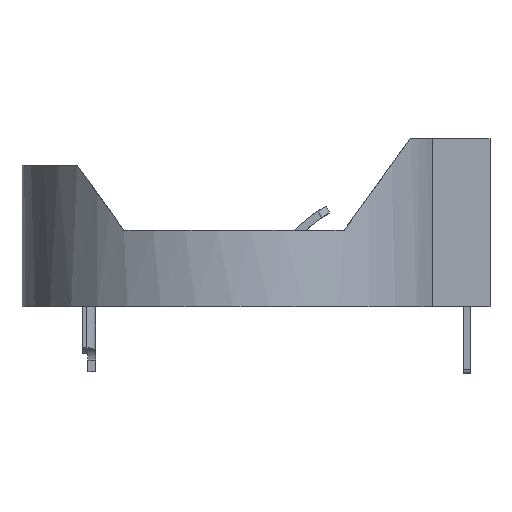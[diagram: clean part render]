
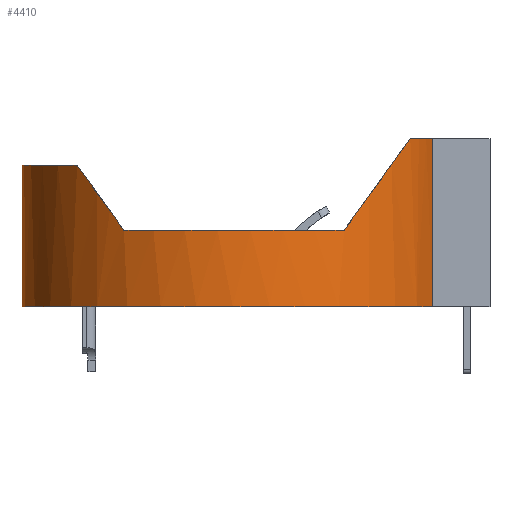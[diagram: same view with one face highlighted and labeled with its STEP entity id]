
A CAD part, front view. The second image highlights one B-rep face of the part: STEP entity #4410.
In plain terms, the highlighted cylindrical face has radius 11.1 mm (diameter 22.2 mm), a partial arc.
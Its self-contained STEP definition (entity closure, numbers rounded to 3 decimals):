
#71 = DIRECTION ( 'NONE',  ( -1., 0., 0. ) ) ;
#134 = EDGE_CURVE ( 'NONE', #7983, #13650, #11334, .T. ) ;
#784 = DIRECTION ( 'NONE',  ( 0., 0., -1. ) ) ;
#1586 = AXIS2_PLACEMENT_3D ( 'NONE', #13804, #5136, #12879 ) ;
#1610 = EDGE_CURVE ( 'NONE', #2557, #9494, #12546, .T. ) ;
#2195 = EDGE_LOOP ( 'NONE', ( #10659, #5632, #3828, #12659, #3151, #9437, #12719, #8898 ) ) ;
#2222 = CARTESIAN_POINT ( 'NONE',  ( 10.392, -3.9, 8.8 ) ) ;
#2236 = CARTESIAN_POINT ( 'NONE',  ( -8.218, -7.461, 7.4 ) ) ;
#2482 = AXIS2_PLACEMENT_3D ( 'NONE', #6639, #11034, #71 ) ;
#2528 = AXIS2_PLACEMENT_3D ( 'NONE', #3020, #784, #2798 ) ;
#2557 = VERTEX_POINT ( 'NONE', #13547 ) ;
#2669 = DIRECTION ( 'NONE',  ( 0., 0., 1. ) ) ;
#2798 = DIRECTION ( 'NONE',  ( 0.936, -0.351, 0. ) ) ;
#3020 = CARTESIAN_POINT ( 'NONE',  ( 0., 0., 0. ) ) ;
#3151 = ORIENTED_EDGE ( 'NONE', *, *, #8634, .F. ) ;
#3828 = ORIENTED_EDGE ( 'NONE', *, *, #12063, .T. ) ;
#3925 = VECTOR ( 'NONE', #2669, 1000. ) ;
#3993 = VERTEX_POINT ( 'NONE', #11844 ) ;
#4105 = CIRCLE ( 'NONE', #4571, 11.1 ) ;
#4203 =( BOUNDED_CURVE ( )  B_SPLINE_CURVE ( 3, ( #13333, #4383, #9905, #4585 ),
 .UNSPECIFIED., .F., .T. ) 
 B_SPLINE_CURVE_WITH_KNOTS ( ( 4, 4 ),
 ( 2.117, 2.552 ),
 .UNSPECIFIED. ) 
 CURVE ( )  GEOMETRIC_REPRESENTATION_ITEM ( )  RATIONAL_B_SPLINE_CURVE ( ( 1., 0.984, 0.984, 1. ) ) 
 REPRESENTATION_ITEM ( '' )  );
#4357 = LINE ( 'NONE', #7272, #9323 ) ;
#4383 = CARTESIAN_POINT ( 'NONE',  ( 7.153, -8.642, 5.924 ) ) ;
#4391 = CARTESIAN_POINT ( 'NONE',  ( 5.764, -9.486, 4. ) ) ;
#4410 = ADVANCED_FACE ( 'NONE', ( #6822 ), #11199, .T. ) ;
#4571 = AXIS2_PLACEMENT_3D ( 'NONE', #13955, #7670, #9742 ) ;
#4585 = CARTESIAN_POINT ( 'NONE',  ( 9.229, -6.168, 8.8 ) ) ;
#4761 = VERTEX_POINT ( 'NONE', #4391 ) ;
#4785 = CARTESIAN_POINT ( 'NONE',  ( -11.1, 0., 0. ) ) ;
#5031 = DIRECTION ( 'NONE',  ( 0., 0., 1. ) ) ;
#5136 = DIRECTION ( 'NONE',  ( 0., 0., 1. ) ) ;
#5303 = CIRCLE ( 'NONE', #1586, 11.1 ) ;
#5568 = CARTESIAN_POINT ( 'NONE',  ( -6.677, -8.931, 5.264 ) ) ;
#5632 = ORIENTED_EDGE ( 'NONE', *, *, #10850, .F. ) ;
#5710 = CARTESIAN_POINT ( 'NONE',  ( 10.392, -3.9, 0. ) ) ;
#6639 = CARTESIAN_POINT ( 'NONE',  ( 0., 0., 8.8 ) ) ;
#6680 = CARTESIAN_POINT ( 'NONE',  ( -11.1, 0., 7.4 ) ) ;
#6822 = FACE_OUTER_BOUND ( 'NONE', #2195, .T. ) ;
#7127 = CARTESIAN_POINT ( 'NONE',  ( 0., 0., 8.8 ) ) ;
#7206 = DIRECTION ( 'NONE',  ( 0., 0., 1. ) ) ;
#7272 = CARTESIAN_POINT ( 'NONE',  ( 10.392, -3.9, 0. ) ) ;
#7670 = DIRECTION ( 'NONE',  ( 0., 0., 1. ) ) ;
#7680 = CARTESIAN_POINT ( 'NONE',  ( -5.764, -9.486, 4. ) ) ;
#7983 = VERTEX_POINT ( 'NONE', #11526 ) ;
#8634 = EDGE_CURVE ( 'NONE', #4761, #2557, #4203, .T. ) ;
#8762 = CIRCLE ( 'NONE', #2528, 11.1 ) ;
#8898 = ORIENTED_EDGE ( 'NONE', *, *, #11645, .F. ) ;
#9323 = VECTOR ( 'NONE', #7206, 1000. ) ;
#9437 = ORIENTED_EDGE ( 'NONE', *, *, #9541, .F. ) ;
#9494 = VERTEX_POINT ( 'NONE', #2222 ) ;
#9541 = EDGE_CURVE ( 'NONE', #3993, #4761, #4105, .T. ) ;
#9742 = DIRECTION ( 'NONE',  ( -0.519, -0.855, 0. ) ) ;
#9905 = CARTESIAN_POINT ( 'NONE',  ( 8.326, -7.518, 7.549 ) ) ;
#9959 = CARTESIAN_POINT ( 'NONE',  ( -7.501, -8.252, 6.406 ) ) ;
#10356 = DIRECTION ( 'NONE',  ( 0.831, -0.556, 0. ) ) ;
#10659 = ORIENTED_EDGE ( 'NONE', *, *, #134, .F. ) ;
#10850 = EDGE_CURVE ( 'NONE', #14174, #7983, #8762, .T. ) ;
#11034 = DIRECTION ( 'NONE',  ( 0., 0., -1. ) ) ;
#11199 = CYLINDRICAL_SURFACE ( 'NONE', #2482, 11.1 ) ;
#11334 = LINE ( 'NONE', #4785, #3925 ) ;
#11526 = CARTESIAN_POINT ( 'NONE',  ( -11.1, 0., 0. ) ) ;
#11645 = EDGE_CURVE ( 'NONE', #13650, #12881, #5303, .T. ) ;
#11844 = CARTESIAN_POINT ( 'NONE',  ( -5.764, -9.486, 4. ) ) ;
#12063 = EDGE_CURVE ( 'NONE', #14174, #9494, #4357, .T. ) ;
#12546 = CIRCLE ( 'NONE', #12997, 11.1 ) ;
#12659 = ORIENTED_EDGE ( 'NONE', *, *, #1610, .F. ) ;
#12719 = ORIENTED_EDGE ( 'NONE', *, *, #13983, .F. ) ;
#12778 = CARTESIAN_POINT ( 'NONE',  ( -8.218, -7.461, 7.4 ) ) ;
#12879 = DIRECTION ( 'NONE',  ( -1., 0., 0. ) ) ;
#12881 = VERTEX_POINT ( 'NONE', #12778 ) ;
#12992 =( BOUNDED_CURVE ( )  B_SPLINE_CURVE ( 3, ( #2236, #9959, #5568, #7680 ),
 .UNSPECIFIED., .F., .T. ) 
 B_SPLINE_CURVE_WITH_KNOTS ( ( 4, 4 ),
 ( 3.879, 4.166 ),
 .UNSPECIFIED. ) 
 CURVE ( )  GEOMETRIC_REPRESENTATION_ITEM ( )  RATIONAL_B_SPLINE_CURVE ( ( 1., 0.993, 0.993, 1. ) ) 
 REPRESENTATION_ITEM ( '' )  );
#12997 = AXIS2_PLACEMENT_3D ( 'NONE', #7127, #5031, #10356 ) ;
#13333 = CARTESIAN_POINT ( 'NONE',  ( 5.764, -9.486, 4. ) ) ;
#13547 = CARTESIAN_POINT ( 'NONE',  ( 9.229, -6.168, 8.8 ) ) ;
#13650 = VERTEX_POINT ( 'NONE', #6680 ) ;
#13804 = CARTESIAN_POINT ( 'NONE',  ( 0., 0., 7.4 ) ) ;
#13955 = CARTESIAN_POINT ( 'NONE',  ( 0., 0., 4. ) ) ;
#13983 = EDGE_CURVE ( 'NONE', #12881, #3993, #12992, .T. ) ;
#14174 = VERTEX_POINT ( 'NONE', #5710 ) ;
